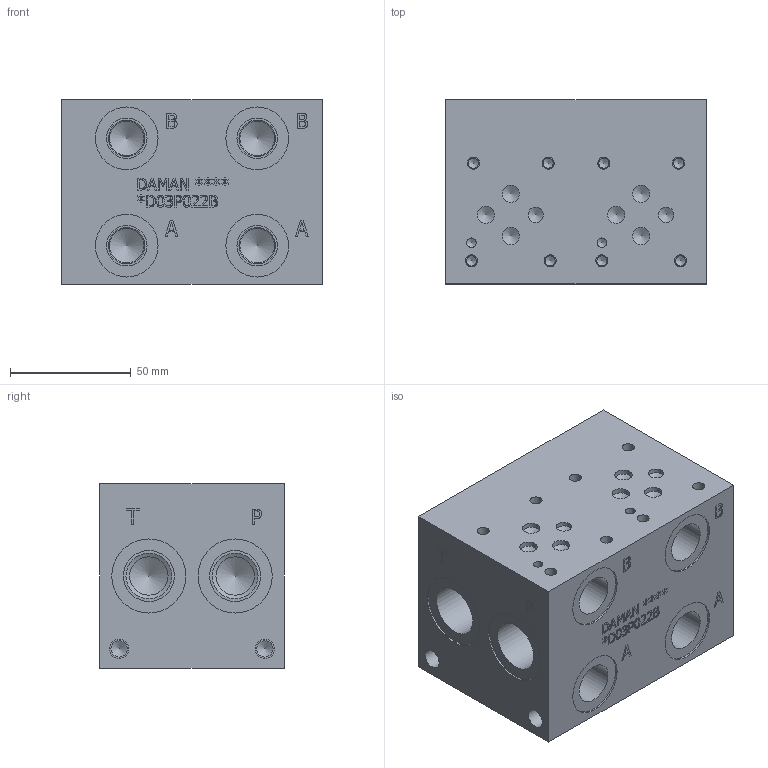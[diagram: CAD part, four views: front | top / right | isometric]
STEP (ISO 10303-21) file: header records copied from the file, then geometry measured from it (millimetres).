
FILE_DESCRIPTION(/* description */ (''),/* implementation_level */ '2;1');
FILE_NAME(/* name */ '_D03P022B.stp',/* time_stamp */ '2022-01-11T15:25:20-05:00',/* author */ ('jrf'),/* organization */ (''),/* preprocessor_version */ 'ST-DEVELOPER v18.1',/* originating_system */ 'Autodesk Inventor 2022',/* authorisation */ '');
FILE_SCHEMA (('AUTOMOTIVE_DESIGN { 1 0 10303 214 3 1 1 }'));
Length unit declared in the file: millimetre
Products named in the file (1): Part_AD03P022B_3D
Bounding box: 107.95 x 76.2 x 76.2 mm (x, y, z)
Volume: 568770.1 mm3; surface area: 59496.2 mm2
Topology: 1 solids, 1 shells, 587 faces, 1496 edges, 982 vertices
Faces by surface type: plane 336, bspline 147, cylinder 66, cone 38
Full cylindrical faces by diameter (mm): 3.962 x2, 4.216 x8, 5.004 x8, 6.35 x2, 6.756 x4, 7.137 x6, 8.001 x4, 14.3 x4, 15.062 x4, 15.875 x4, 16.764 x4, 18.923 x4, 21.057 x4, 25.933 x4, 30.683 x4
Entity records: 18624 total; most frequent: CARTESIAN_POINT 4947, ORIENTED_EDGE 2932, DIRECTION 2186, EDGE_CURVE 1466, LINE 1040, VECTOR 1040, VERTEX_POINT 982, EDGE_LOOP 688
